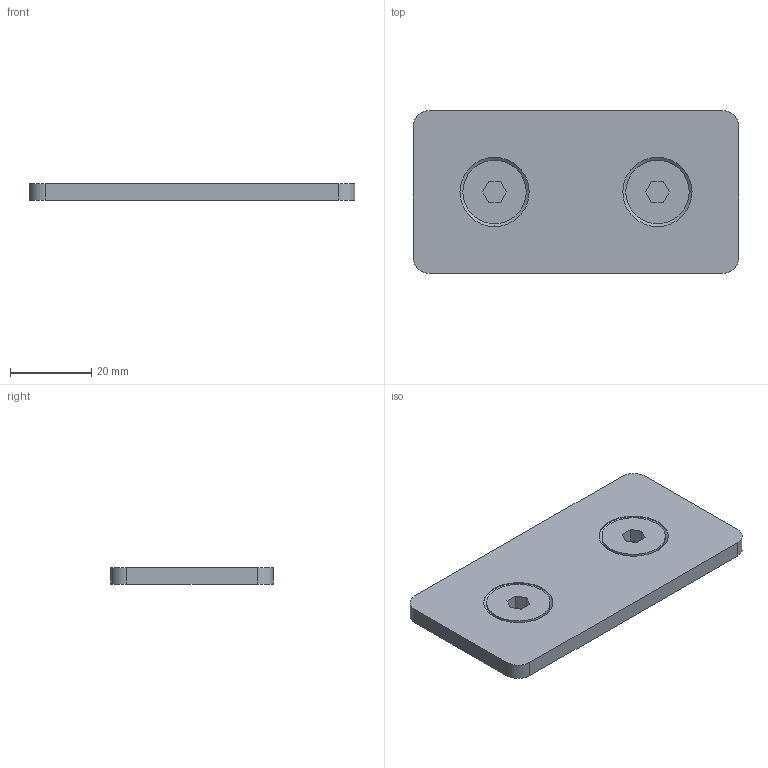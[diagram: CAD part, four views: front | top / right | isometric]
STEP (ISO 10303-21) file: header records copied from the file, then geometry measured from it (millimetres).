
FILE_DESCRIPTION (( 'STEP AP214' ), '1' );
FILE_NAME ('72685001', '2019-02-04T10:21:04', ( '' ), ('JUGARD+KÜNSTNER GmbH'), 'SwSTEP 2.0', 'SolidWorks 2017', '' );
FILE_SCHEMA (( 'AUTOMOTIVE_DESIGN' ));
Length unit declared in the file: millimetre
Products named in the file (1): 72685001_CNAJF00
Bounding box: 80 x 40 x 4.05 mm (x, y, z)
Volume: 12550.3 mm3; surface area: 7831.5 mm2
Topology: 1 solids, 1 shells, 48 faces, 112 edges, 72 vertices
Faces by surface type: plane 24, cylinder 16, cone 8
Entity records: 1626 total; most frequent: DIRECTION 250, CARTESIAN_POINT 233, ORIENTED_EDGE 224, EDGE_CURVE 112, AXIS2_PLACEMENT_3D 89, VERTEX_POINT 72, LINE 72, VECTOR 72
